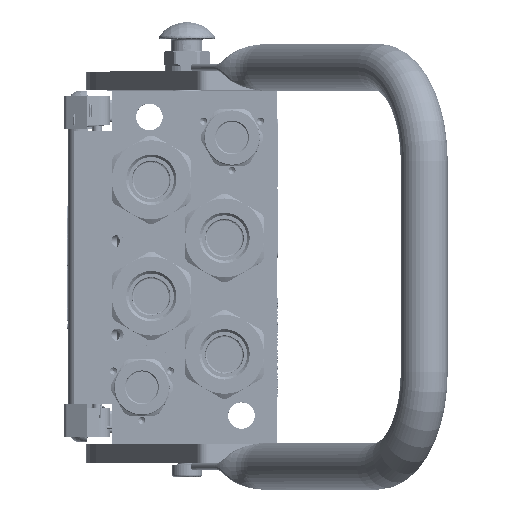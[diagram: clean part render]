
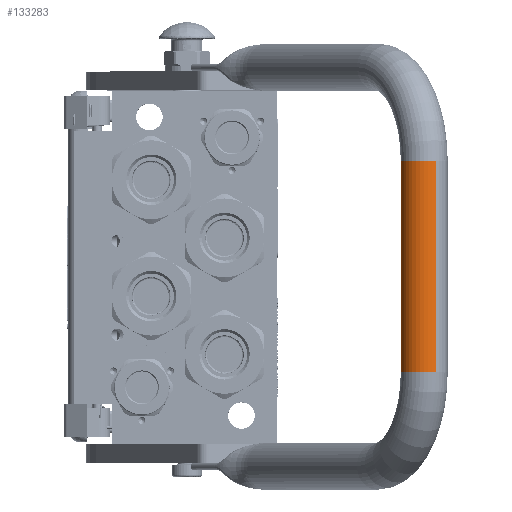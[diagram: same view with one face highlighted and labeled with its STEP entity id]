
A CAD part, top view. The second image highlights one B-rep face of the part: STEP entity #133283.
In plain terms, the highlighted cylindrical face has radius 12.5 mm (diameter 25 mm), a partial arc.
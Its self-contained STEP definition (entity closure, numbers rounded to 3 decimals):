
#875 = CARTESIAN_POINT ( 'NONE',  ( 56.25, 0., 180. ) ) ;
#2983 = DIRECTION ( 'NONE',  ( 0., 0., 1. ) ) ;
#5753 = CARTESIAN_POINT ( 'NONE',  ( -56.25, 0., 155. ) ) ;
#8250 = EDGE_CURVE ( 'NONE', #129813, #133926, #89967, .T. ) ;
#13611 = CYLINDRICAL_SURFACE ( 'NONE', #99047, 12.5 ) ;
#14221 = DIRECTION ( 'NONE',  ( 1., 0., 0. ) ) ;
#16670 = VECTOR ( 'NONE', #79054, 1000. ) ;
#19559 = DIRECTION ( 'NONE',  ( 0., 0., 1. ) ) ;
#19728 = EDGE_CURVE ( 'NONE', #58525, #129813, #52604, .T. ) ;
#21319 = AXIS2_PLACEMENT_3D ( 'NONE', #84010, #14221, #2983 ) ;
#34682 = EDGE_CURVE ( 'NONE', #58525, #160523, #84718, .T. ) ;
#37697 = DIRECTION ( 'NONE',  ( 0., 0., -1. ) ) ;
#48052 = CARTESIAN_POINT ( 'NONE',  ( -56.25, 0., 180. ) ) ;
#52372 = CARTESIAN_POINT ( 'NONE',  ( -56.25, 0., 180. ) ) ;
#52604 = LINE ( 'NONE', #52372, #16670 ) ;
#58525 = VERTEX_POINT ( 'NONE', #48052 ) ;
#74917 = DIRECTION ( 'NONE',  ( 1., 0., 0. ) ) ;
#79054 = DIRECTION ( 'NONE',  ( 1., 0., 0. ) ) ;
#83531 = ORIENTED_EDGE ( 'NONE', *, *, #34682, .T. ) ;
#84010 = CARTESIAN_POINT ( 'NONE',  ( 56.25, 0., 167.5 ) ) ;
#84718 = CIRCLE ( 'NONE', #131382, 12.5 ) ;
#89967 = CIRCLE ( 'NONE', #21319, 12.5 ) ;
#91829 = CARTESIAN_POINT ( 'NONE',  ( 56.25, 0., 155. ) ) ;
#98967 = ORIENTED_EDGE ( 'NONE', *, *, #19728, .F. ) ;
#99047 = AXIS2_PLACEMENT_3D ( 'NONE', #172654, #145982, #37697 ) ;
#100323 = FACE_OUTER_BOUND ( 'NONE', #164624, .T. ) ;
#104883 = EDGE_CURVE ( 'NONE', #160523, #133926, #158636, .T. ) ;
#126485 = ORIENTED_EDGE ( 'NONE', *, *, #104883, .T. ) ;
#128944 = DIRECTION ( 'NONE',  ( 1., 0., 0. ) ) ;
#129813 = VERTEX_POINT ( 'NONE', #875 ) ;
#131382 = AXIS2_PLACEMENT_3D ( 'NONE', #169210, #128944, #19559 ) ;
#133283 = ADVANCED_FACE ( 'NONE', ( #100323 ), #13611, .T. ) ;
#133926 = VERTEX_POINT ( 'NONE', #91829 ) ;
#139772 = VECTOR ( 'NONE', #74917, 1000. ) ;
#145982 = DIRECTION ( 'NONE',  ( -1., 0., 0. ) ) ;
#146371 = ORIENTED_EDGE ( 'NONE', *, *, #8250, .F. ) ;
#158636 = LINE ( 'NONE', #5753, #139772 ) ;
#160523 = VERTEX_POINT ( 'NONE', #163160 ) ;
#163160 = CARTESIAN_POINT ( 'NONE',  ( -56.25, 0., 155. ) ) ;
#164624 = EDGE_LOOP ( 'NONE', ( #126485, #146371, #98967, #83531 ) ) ;
#169210 = CARTESIAN_POINT ( 'NONE',  ( -56.25, 0., 167.5 ) ) ;
#172654 = CARTESIAN_POINT ( 'NONE',  ( -56.25, 0., 167.5 ) ) ;
